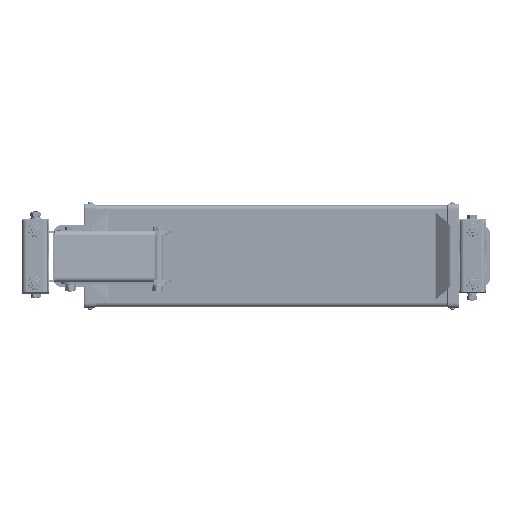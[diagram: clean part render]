
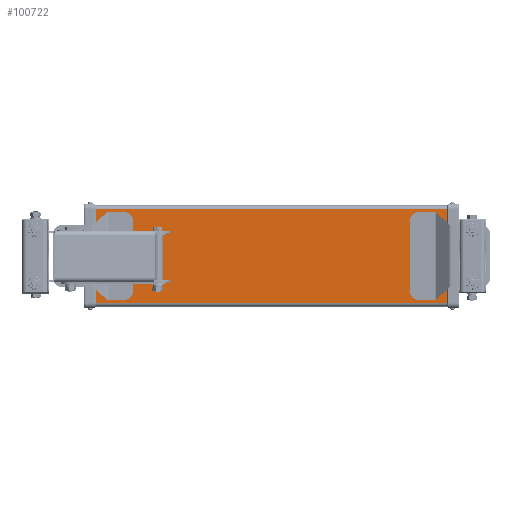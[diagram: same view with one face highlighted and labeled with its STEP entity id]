
A CAD part, front view. The second image highlights one B-rep face of the part: STEP entity #100722.
In plain terms, the highlighted planar face has unit normal (0, -1, 0).
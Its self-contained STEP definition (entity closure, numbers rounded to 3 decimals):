
#76912 = CARTESIAN_POINT ( 'NONE',  ( -15.242, 0.079, 1.319 ) ) ;
#76928 = CARTESIAN_POINT ( 'NONE',  ( -15.242, 0.079, 1.043 ) ) ;
#76939 = DIRECTION ( 'NONE',  ( 0., 0., 1. ) ) ;
#76940 = DIRECTION ( 'NONE',  ( 0., -1., 0. ) ) ;
#76941 = AXIS2_PLACEMENT_3D ( 'NONE', #76954, #76940, #76939 ) ;
#76943 = CIRCLE ( 'NONE', #76941, 0.138 ) ;
#76954 = CARTESIAN_POINT ( 'NONE',  ( -15.242, 0.079, -1.181 ) ) ;
#76955 = CARTESIAN_POINT ( 'NONE',  ( -1.476, 0.079, -1.043 ) ) ;
#77018 = CARTESIAN_POINT ( 'NONE',  ( -15.242, 0.079, -1.319 ) ) ;
#77023 = CARTESIAN_POINT ( 'NONE',  ( -15.242, 0.079, -1.043 ) ) ;
#77046 = CARTESIAN_POINT ( 'NONE',  ( -1.476, 0.079, 1.043 ) ) ;
#77085 = DIRECTION ( 'NONE',  ( 0., 0., -1. ) ) ;
#77086 = DIRECTION ( 'NONE',  ( 0., -1., 0. ) ) ;
#77087 = AXIS2_PLACEMENT_3D ( 'NONE', #77095, #77086, #77085 ) ;
#77094 = CIRCLE ( 'NONE', #77087, 0.138 ) ;
#77095 = CARTESIAN_POINT ( 'NONE',  ( -1.476, 0.079, 1.181 ) ) ;
#77103 = CIRCLE ( 'NONE', #77136, 0.138 ) ;
#77105 = DIRECTION ( 'NONE',  ( 0., 0., -1. ) ) ;
#77106 = DIRECTION ( 'NONE',  ( 0., -1., 0. ) ) ;
#77107 = CARTESIAN_POINT ( 'NONE',  ( -1.476, 0.079, -1.181 ) ) ;
#77108 = AXIS2_PLACEMENT_3D ( 'NONE', #77107, #77106, #77105 ) ;
#77112 = CIRCLE ( 'NONE', #77108, 0.138 ) ;
#77115 = CARTESIAN_POINT ( 'NONE',  ( -1.476, 0.079, -1.319 ) ) ;
#77134 = DIRECTION ( 'NONE',  ( 0., 0., 1. ) ) ;
#77135 = DIRECTION ( 'NONE',  ( 0., -1., 0. ) ) ;
#77136 = AXIS2_PLACEMENT_3D ( 'NONE', #77152, #77135, #77134 ) ;
#77147 = CARTESIAN_POINT ( 'NONE',  ( -1.476, 0.079, 1.319 ) ) ;
#77152 = CARTESIAN_POINT ( 'NONE',  ( -15.242, 0.079, 1.181 ) ) ;
#78939 = CARTESIAN_POINT ( 'NONE',  ( -0.551, 0.079, -2.085 ) ) ;
#78941 = CARTESIAN_POINT ( 'NONE',  ( -16.168, 0.079, -2.085 ) ) ;
#78960 = DIRECTION ( 'NONE',  ( 0., 0., 1. ) ) ;
#78961 = CARTESIAN_POINT ( 'NONE',  ( -0.551, 0.079, -2.085 ) ) ;
#78973 = LINE ( 'NONE', #78961, #79024 ) ;
#78994 = DIRECTION ( 'NONE',  ( 1., 0., 0. ) ) ;
#78995 = VECTOR ( 'NONE', #78994, 39.37 ) ;
#78996 = CARTESIAN_POINT ( 'NONE',  ( -16.207, 0.079, -2.085 ) ) ;
#78997 = LINE ( 'NONE', #78996, #78995 ) ;
#79024 = VECTOR ( 'NONE', #78960, 39.37 ) ;
#79026 = VECTOR ( 'NONE', #79078, 39.37 ) ;
#79057 = DIRECTION ( 'NONE',  ( 0., 0., 1. ) ) ;
#79058 = DIRECTION ( 'NONE',  ( 0., -1., 0. ) ) ;
#79059 = AXIS2_PLACEMENT_3D ( 'NONE', #79079, #79058, #79057 ) ;
#79060 = CIRCLE ( 'NONE', #79059, 0.138 ) ;
#79066 = DIRECTION ( 'NONE',  ( 0., 0., 1. ) ) ;
#79067 = DIRECTION ( 'NONE',  ( 0., -1., 0. ) ) ;
#79068 = CARTESIAN_POINT ( 'NONE',  ( -15.242, 0.079, -1.181 ) ) ;
#79075 = AXIS2_PLACEMENT_3D ( 'NONE', #79068, #79067, #79066 ) ;
#79076 = CIRCLE ( 'NONE', #79075, 0.138 ) ;
#79078 = DIRECTION ( 'NONE',  ( 0., 0., -1. ) ) ;
#79079 = CARTESIAN_POINT ( 'NONE',  ( -15.242, 0.079, 1.181 ) ) ;
#79081 = DIRECTION ( 'NONE',  ( 1., 0., 0. ) ) ;
#79082 = VECTOR ( 'NONE', #79081, 39.37 ) ;
#79087 = CARTESIAN_POINT ( 'NONE',  ( -16.168, 0.079, -2.085 ) ) ;
#79088 = LINE ( 'NONE', #79087, #79026 ) ;
#79090 = CARTESIAN_POINT ( 'NONE',  ( -16.207, 0.079, 2.085 ) ) ;
#79091 = LINE ( 'NONE', #79090, #79082 ) ;
#79092 = CARTESIAN_POINT ( 'NONE',  ( -0.551, 0.079, 2.085 ) ) ;
#79094 = FACE_BOUND ( 'NONE', #100715, .T. ) ;
#79096 = DIRECTION ( 'NONE',  ( 0., 0., -1. ) ) ;
#79097 = DIRECTION ( 'NONE',  ( 0., -1., 0. ) ) ;
#79098 = CARTESIAN_POINT ( 'NONE',  ( -1.476, 0.079, 1.181 ) ) ;
#79099 = AXIS2_PLACEMENT_3D ( 'NONE', #79098, #79097, #79096 ) ;
#79103 = PLANE ( 'NONE',  #79153 ) ;
#79104 = DIRECTION ( 'NONE',  ( 0., 0., -1. ) ) ;
#79105 = DIRECTION ( 'NONE',  ( 0., -1., 0. ) ) ;
#79106 = CARTESIAN_POINT ( 'NONE',  ( -1.476, 0.079, -1.181 ) ) ;
#79107 = AXIS2_PLACEMENT_3D ( 'NONE', #79106, #79105, #79104 ) ;
#79108 = FACE_BOUND ( 'NONE', #100634, .T. ) ;
#79109 = CARTESIAN_POINT ( 'NONE',  ( -16.168, 0.079, 2.085 ) ) ;
#79110 = CIRCLE ( 'NONE', #79099, 0.138 ) ;
#79116 = FACE_OUTER_BOUND ( 'NONE', #100706, .T. ) ;
#79117 = CARTESIAN_POINT ( 'NONE',  ( -16.207, 0.079, -2.085 ) ) ;
#79122 = CIRCLE ( 'NONE', #79107, 0.138 ) ;
#79140 = DIRECTION ( 'NONE',  ( 0., 0., 1. ) ) ;
#79141 = DIRECTION ( 'NONE',  ( 0., 1., 0. ) ) ;
#79146 = FACE_BOUND ( 'NONE', #100679, .T. ) ;
#79151 = FACE_BOUND ( 'NONE', #100713, .T. ) ;
#79153 = AXIS2_PLACEMENT_3D ( 'NONE', #79117, #79141, #79140 ) ;
#99176 = VERTEX_POINT ( 'NONE', #76955 ) ;
#99182 = EDGE_CURVE ( 'NONE', #99239, #99245, #76943, .T. ) ;
#99193 = VERTEX_POINT ( 'NONE', #76912 ) ;
#99203 = VERTEX_POINT ( 'NONE', #76928 ) ;
#99239 = VERTEX_POINT ( 'NONE', #77023 ) ;
#99245 = VERTEX_POINT ( 'NONE', #77018 ) ;
#99261 = VERTEX_POINT ( 'NONE', #77046 ) ;
#99265 = EDGE_CURVE ( 'NONE', #99315, #99261, #77094, .T. ) ;
#99290 = VERTEX_POINT ( 'NONE', #77115 ) ;
#99291 = EDGE_CURVE ( 'NONE', #99176, #99290, #77112, .T. ) ;
#99315 = VERTEX_POINT ( 'NONE', #77147 ) ;
#99322 = EDGE_CURVE ( 'NONE', #99193, #99203, #77103, .T. ) ;
#100579 = ORIENTED_EDGE ( 'NONE', *, *, #100685, .F. ) ;
#100581 = VERTEX_POINT ( 'NONE', #78941 ) ;
#100583 = VERTEX_POINT ( 'NONE', #78939 ) ;
#100619 = EDGE_CURVE ( 'NONE', #100583, #100716, #78973, .T. ) ;
#100634 = EDGE_LOOP ( 'NONE', ( #100727, #100725 ) ) ;
#100635 = EDGE_CURVE ( 'NONE', #100581, #100583, #78997, .T. ) ;
#100660 = ORIENTED_EDGE ( 'NONE', *, *, #100635, .T. ) ;
#100663 = EDGE_CURVE ( 'NONE', #100702, #100716, #79091, .T. ) ;
#100665 = ORIENTED_EDGE ( 'NONE', *, *, #100668, .T. ) ;
#100668 = EDGE_CURVE ( 'NONE', #100702, #100581, #79088, .T. ) ;
#100674 = ORIENTED_EDGE ( 'NONE', *, *, #100619, .T. ) ;
#100679 = EDGE_LOOP ( 'NONE', ( #100682, #100699 ) ) ;
#100680 = EDGE_CURVE ( 'NONE', #99245, #99239, #79076, .T. ) ;
#100682 = ORIENTED_EDGE ( 'NONE', *, *, #100696, .F. ) ;
#100685 = EDGE_CURVE ( 'NONE', #99203, #99193, #79060, .T. ) ;
#100687 = ORIENTED_EDGE ( 'NONE', *, *, #99322, .F. ) ;
#100689 = ORIENTED_EDGE ( 'NONE', *, *, #100703, .F. ) ;
#100696 = EDGE_CURVE ( 'NONE', #99290, #99176, #79122, .T. ) ;
#100699 = ORIENTED_EDGE ( 'NONE', *, *, #99291, .F. ) ;
#100701 = ORIENTED_EDGE ( 'NONE', *, *, #100663, .F. ) ;
#100702 = VERTEX_POINT ( 'NONE', #79109 ) ;
#100703 = EDGE_CURVE ( 'NONE', #99261, #99315, #79110, .T. ) ;
#100704 = ORIENTED_EDGE ( 'NONE', *, *, #99265, .F. ) ;
#100706 = EDGE_LOOP ( 'NONE', ( #100701, #100665, #100660, #100674 ) ) ;
#100713 = EDGE_LOOP ( 'NONE', ( #100579, #100687 ) ) ;
#100715 = EDGE_LOOP ( 'NONE', ( #100689, #100704 ) ) ;
#100716 = VERTEX_POINT ( 'NONE', #79092 ) ;
#100722 = ADVANCED_FACE ( 'NONE', ( #79108, #79151, #79146, #79094, #79116 ), #79103, .F. ) ;
#100725 = ORIENTED_EDGE ( 'NONE', *, *, #99182, .F. ) ;
#100727 = ORIENTED_EDGE ( 'NONE', *, *, #100680, .F. ) ;
